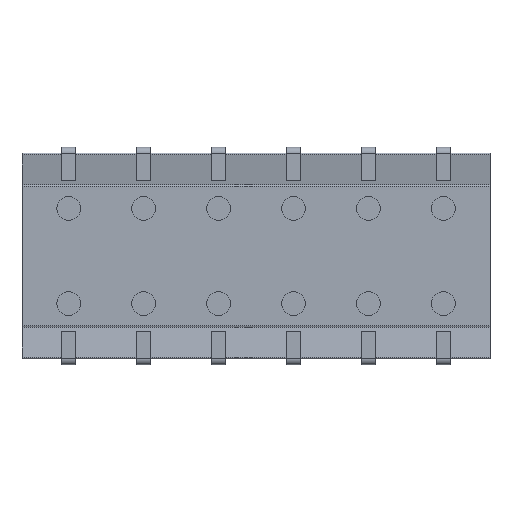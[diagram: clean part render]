
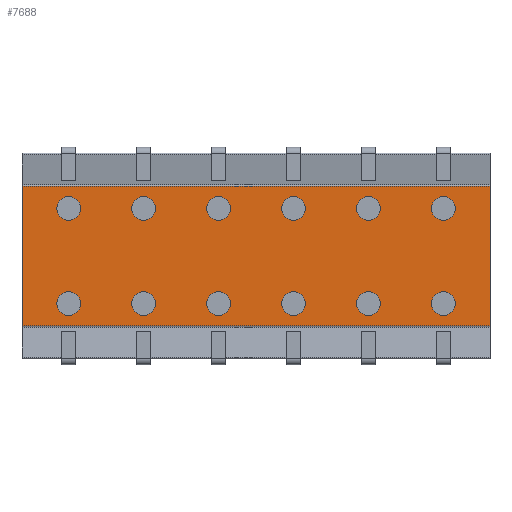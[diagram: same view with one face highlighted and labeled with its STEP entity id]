
A CAD part, front view. The second image highlights one B-rep face of the part: STEP entity #7688.
In plain terms, the highlighted planar face has unit normal (0, -1, 0).
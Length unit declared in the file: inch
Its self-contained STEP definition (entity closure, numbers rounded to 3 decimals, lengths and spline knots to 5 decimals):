
#37=DIRECTION('',(0.,0.,-1.));
#38=VECTOR('',#37,0.293);
#39=CARTESIAN_POINT('',(-0.492,-0.058,0.1465));
#40=LINE('',#39,#38);
#238=DIRECTION('',(0.,0.,-1.));
#239=VECTOR('',#238,0.293);
#240=CARTESIAN_POINT('',(0.492,-0.058,0.1465));
#241=LINE('',#240,#239);
#1794=DIRECTION('',(1.,0.,0.));
#1795=VECTOR('',#1794,0.984);
#1796=CARTESIAN_POINT('',(-0.492,-0.058,0.1465));
#1797=LINE('',#1796,#1795);
#1801=DIRECTION('',(1.,0.,0.));
#1802=VECTOR('',#1801,0.984);
#1803=CARTESIAN_POINT('',(-0.492,-0.058,-0.1465));
#1804=LINE('',#1803,#1802);
#1808=CARTESIAN_POINT('',(0.3938,-0.058,-0.1));
#1809=DIRECTION('',(0.,1.,0.));
#1810=DIRECTION('',(-1.,0.,0.));
#1811=AXIS2_PLACEMENT_3D('',#1808,#1809,#1810);
#1816=CARTESIAN_POINT('',(0.3938,-0.058,-0.1));
#1817=DIRECTION('',(0.,1.,0.));
#1818=DIRECTION('',(1.,0.,0.));
#1819=AXIS2_PLACEMENT_3D('',#1816,#1817,#1818);
#1824=CARTESIAN_POINT('',(0.2363,-0.058,-0.1));
#1825=DIRECTION('',(0.,1.,0.));
#1826=DIRECTION('',(-1.,0.,0.));
#1827=AXIS2_PLACEMENT_3D('',#1824,#1825,#1826);
#1832=CARTESIAN_POINT('',(0.2363,-0.058,-0.1));
#1833=DIRECTION('',(0.,1.,0.));
#1834=DIRECTION('',(1.,0.,0.));
#1835=AXIS2_PLACEMENT_3D('',#1832,#1833,#1834);
#1840=CARTESIAN_POINT('',(0.0788,-0.058,-0.1));
#1841=DIRECTION('',(0.,1.,0.));
#1842=DIRECTION('',(-1.,0.,0.));
#1843=AXIS2_PLACEMENT_3D('',#1840,#1841,#1842);
#1848=CARTESIAN_POINT('',(0.0788,-0.058,-0.1));
#1849=DIRECTION('',(0.,1.,0.));
#1850=DIRECTION('',(1.,0.,0.));
#1851=AXIS2_PLACEMENT_3D('',#1848,#1849,#1850);
#1856=CARTESIAN_POINT('',(-0.0787,-0.058,-0.1));
#1857=DIRECTION('',(0.,1.,0.));
#1858=DIRECTION('',(-1.,0.,0.));
#1859=AXIS2_PLACEMENT_3D('',#1856,#1857,#1858);
#1864=CARTESIAN_POINT('',(-0.0787,-0.058,-0.1));
#1865=DIRECTION('',(0.,1.,0.));
#1866=DIRECTION('',(1.,0.,0.));
#1867=AXIS2_PLACEMENT_3D('',#1864,#1865,#1866);
#1872=CARTESIAN_POINT('',(-0.2362,-0.058,-0.1));
#1873=DIRECTION('',(0.,1.,0.));
#1874=DIRECTION('',(-1.,0.,0.));
#1875=AXIS2_PLACEMENT_3D('',#1872,#1873,#1874);
#1880=CARTESIAN_POINT('',(-0.2362,-0.058,-0.1));
#1881=DIRECTION('',(0.,1.,0.));
#1882=DIRECTION('',(1.,0.,0.));
#1883=AXIS2_PLACEMENT_3D('',#1880,#1881,#1882);
#1888=CARTESIAN_POINT('',(-0.3937,-0.058,-0.1));
#1889=DIRECTION('',(0.,1.,0.));
#1890=DIRECTION('',(-1.,0.,0.));
#1891=AXIS2_PLACEMENT_3D('',#1888,#1889,#1890);
#1896=CARTESIAN_POINT('',(-0.3937,-0.058,-0.1));
#1897=DIRECTION('',(0.,1.,0.));
#1898=DIRECTION('',(1.,0.,0.));
#1899=AXIS2_PLACEMENT_3D('',#1896,#1897,#1898);
#1904=CARTESIAN_POINT('',(0.3938,-0.058,0.1));
#1905=DIRECTION('',(0.,1.,0.));
#1906=DIRECTION('',(-1.,0.,0.));
#1907=AXIS2_PLACEMENT_3D('',#1904,#1905,#1906);
#1912=CARTESIAN_POINT('',(0.3938,-0.058,0.1));
#1913=DIRECTION('',(0.,1.,0.));
#1914=DIRECTION('',(1.,0.,0.));
#1915=AXIS2_PLACEMENT_3D('',#1912,#1913,#1914);
#1920=CARTESIAN_POINT('',(0.2363,-0.058,0.1));
#1921=DIRECTION('',(0.,1.,0.));
#1922=DIRECTION('',(-1.,0.,0.));
#1923=AXIS2_PLACEMENT_3D('',#1920,#1921,#1922);
#1928=CARTESIAN_POINT('',(0.2363,-0.058,0.1));
#1929=DIRECTION('',(0.,1.,0.));
#1930=DIRECTION('',(1.,0.,0.));
#1931=AXIS2_PLACEMENT_3D('',#1928,#1929,#1930);
#1936=CARTESIAN_POINT('',(0.0788,-0.058,0.1));
#1937=DIRECTION('',(0.,1.,0.));
#1938=DIRECTION('',(-1.,0.,0.));
#1939=AXIS2_PLACEMENT_3D('',#1936,#1937,#1938);
#1944=CARTESIAN_POINT('',(0.0788,-0.058,0.1));
#1945=DIRECTION('',(0.,1.,0.));
#1946=DIRECTION('',(1.,0.,0.));
#1947=AXIS2_PLACEMENT_3D('',#1944,#1945,#1946);
#1952=CARTESIAN_POINT('',(-0.0787,-0.058,0.1));
#1953=DIRECTION('',(0.,1.,0.));
#1954=DIRECTION('',(-1.,0.,0.));
#1955=AXIS2_PLACEMENT_3D('',#1952,#1953,#1954);
#1960=CARTESIAN_POINT('',(-0.0787,-0.058,0.1));
#1961=DIRECTION('',(0.,1.,0.));
#1962=DIRECTION('',(1.,0.,0.));
#1963=AXIS2_PLACEMENT_3D('',#1960,#1961,#1962);
#1968=CARTESIAN_POINT('',(-0.2362,-0.058,0.1));
#1969=DIRECTION('',(0.,1.,0.));
#1970=DIRECTION('',(-1.,0.,0.));
#1971=AXIS2_PLACEMENT_3D('',#1968,#1969,#1970);
#1976=CARTESIAN_POINT('',(-0.2362,-0.058,0.1));
#1977=DIRECTION('',(0.,1.,0.));
#1978=DIRECTION('',(1.,0.,0.));
#1979=AXIS2_PLACEMENT_3D('',#1976,#1977,#1978);
#1984=CARTESIAN_POINT('',(-0.3937,-0.058,0.1));
#1985=DIRECTION('',(0.,1.,0.));
#1986=DIRECTION('',(-1.,0.,0.));
#1987=AXIS2_PLACEMENT_3D('',#1984,#1985,#1986);
#1992=CARTESIAN_POINT('',(-0.3937,-0.058,0.1));
#1993=DIRECTION('',(0.,1.,0.));
#1994=DIRECTION('',(1.,0.,0.));
#1995=AXIS2_PLACEMENT_3D('',#1992,#1993,#1994);
#5603=CARTESIAN_POINT('',(-0.492,-0.058,0.1465));
#5605=VERTEX_POINT('',#5603);
#5609=CARTESIAN_POINT('',(0.492,-0.058,0.1465));
#5611=VERTEX_POINT('',#5609);
#5615=CARTESIAN_POINT('',(-0.492,-0.058,-0.1465));
#5616=VERTEX_POINT('',#5615);
#5617=CARTESIAN_POINT('',(0.492,-0.058,-0.1465));
#5618=VERTEX_POINT('',#5617);
#5619=CARTESIAN_POINT('',(0.3688,-0.058,-0.1));
#5620=CARTESIAN_POINT('',(0.4188,-0.058,-0.1));
#5621=VERTEX_POINT('',#5619);
#5622=VERTEX_POINT('',#5620);
#5623=CARTESIAN_POINT('',(0.2113,-0.058,-0.1));
#5624=CARTESIAN_POINT('',(0.2613,-0.058,-0.1));
#5625=VERTEX_POINT('',#5623);
#5626=VERTEX_POINT('',#5624);
#5627=CARTESIAN_POINT('',(0.0538,-0.058,-0.1));
#5628=CARTESIAN_POINT('',(0.1038,-0.058,-0.1));
#5629=VERTEX_POINT('',#5627);
#5630=VERTEX_POINT('',#5628);
#5631=CARTESIAN_POINT('',(-0.1037,-0.058,-0.1));
#5632=CARTESIAN_POINT('',(-0.0537,-0.058,-0.1));
#5633=VERTEX_POINT('',#5631);
#5634=VERTEX_POINT('',#5632);
#5635=CARTESIAN_POINT('',(-0.2612,-0.058,-0.1));
#5636=CARTESIAN_POINT('',(-0.2112,-0.058,-0.1));
#5637=VERTEX_POINT('',#5635);
#5638=VERTEX_POINT('',#5636);
#5639=CARTESIAN_POINT('',(-0.4187,-0.058,-0.1));
#5640=CARTESIAN_POINT('',(-0.3687,-0.058,-0.1));
#5641=VERTEX_POINT('',#5639);
#5642=VERTEX_POINT('',#5640);
#5643=CARTESIAN_POINT('',(0.3688,-0.058,0.1));
#5644=CARTESIAN_POINT('',(0.4188,-0.058,0.1));
#5645=VERTEX_POINT('',#5643);
#5646=VERTEX_POINT('',#5644);
#5647=CARTESIAN_POINT('',(0.2113,-0.058,0.1));
#5648=CARTESIAN_POINT('',(0.2613,-0.058,0.1));
#5649=VERTEX_POINT('',#5647);
#5650=VERTEX_POINT('',#5648);
#5651=CARTESIAN_POINT('',(0.0538,-0.058,0.1));
#5652=CARTESIAN_POINT('',(0.1038,-0.058,0.1));
#5653=VERTEX_POINT('',#5651);
#5654=VERTEX_POINT('',#5652);
#5655=CARTESIAN_POINT('',(-0.1037,-0.058,0.1));
#5656=CARTESIAN_POINT('',(-0.0537,-0.058,0.1));
#5657=VERTEX_POINT('',#5655);
#5658=VERTEX_POINT('',#5656);
#5659=CARTESIAN_POINT('',(-0.2612,-0.058,0.1));
#5660=CARTESIAN_POINT('',(-0.2112,-0.058,0.1));
#5661=VERTEX_POINT('',#5659);
#5662=VERTEX_POINT('',#5660);
#5663=CARTESIAN_POINT('',(-0.4187,-0.058,0.1));
#5664=CARTESIAN_POINT('',(-0.3687,-0.058,0.1));
#5665=VERTEX_POINT('',#5663);
#5666=VERTEX_POINT('',#5664);
#7604=CARTESIAN_POINT('',(-0.492,-0.058,0.2165));
#7605=DIRECTION('',(0.,-1.,0.));
#7606=DIRECTION('',(0.,0.,-1.));
#7607=AXIS2_PLACEMENT_3D('',#7604,#7605,#7606);
#7608=PLANE('',#7607);
#7610=ORIENTED_EDGE('',*,*,#7609,.T.);
#7611=ORIENTED_EDGE('',*,*,#6566,.T.);
#7612=ORIENTED_EDGE('',*,*,#7597,.F.);
#7613=ORIENTED_EDGE('',*,*,#6488,.F.);
#7614=EDGE_LOOP('',(#7610,#7611,#7612,#7613));
#7615=FACE_OUTER_BOUND('',#7614,.F.);
#7617=ORIENTED_EDGE('',*,*,#7616,.F.);
#7619=ORIENTED_EDGE('',*,*,#7618,.F.);
#7620=EDGE_LOOP('',(#7617,#7619));
#7621=FACE_BOUND('',#7620,.F.);
#7623=ORIENTED_EDGE('',*,*,#7622,.F.);
#7625=ORIENTED_EDGE('',*,*,#7624,.F.);
#7626=EDGE_LOOP('',(#7623,#7625));
#7627=FACE_BOUND('',#7626,.F.);
#7629=ORIENTED_EDGE('',*,*,#7628,.F.);
#7631=ORIENTED_EDGE('',*,*,#7630,.F.);
#7632=EDGE_LOOP('',(#7629,#7631));
#7633=FACE_BOUND('',#7632,.F.);
#7635=ORIENTED_EDGE('',*,*,#7634,.F.);
#7637=ORIENTED_EDGE('',*,*,#7636,.F.);
#7638=EDGE_LOOP('',(#7635,#7637));
#7639=FACE_BOUND('',#7638,.F.);
#7641=ORIENTED_EDGE('',*,*,#7640,.F.);
#7643=ORIENTED_EDGE('',*,*,#7642,.F.);
#7644=EDGE_LOOP('',(#7641,#7643));
#7645=FACE_BOUND('',#7644,.F.);
#7647=ORIENTED_EDGE('',*,*,#7646,.F.);
#7649=ORIENTED_EDGE('',*,*,#7648,.F.);
#7650=EDGE_LOOP('',(#7647,#7649));
#7651=FACE_BOUND('',#7650,.F.);
#7653=ORIENTED_EDGE('',*,*,#7652,.F.);
#7655=ORIENTED_EDGE('',*,*,#7654,.F.);
#7656=EDGE_LOOP('',(#7653,#7655));
#7657=FACE_BOUND('',#7656,.F.);
#7659=ORIENTED_EDGE('',*,*,#7658,.F.);
#7661=ORIENTED_EDGE('',*,*,#7660,.F.);
#7662=EDGE_LOOP('',(#7659,#7661));
#7663=FACE_BOUND('',#7662,.F.);
#7665=ORIENTED_EDGE('',*,*,#7664,.F.);
#7667=ORIENTED_EDGE('',*,*,#7666,.F.);
#7668=EDGE_LOOP('',(#7665,#7667));
#7669=FACE_BOUND('',#7668,.F.);
#7671=ORIENTED_EDGE('',*,*,#7670,.F.);
#7673=ORIENTED_EDGE('',*,*,#7672,.F.);
#7674=EDGE_LOOP('',(#7671,#7673));
#7675=FACE_BOUND('',#7674,.F.);
#7677=ORIENTED_EDGE('',*,*,#7676,.F.);
#7679=ORIENTED_EDGE('',*,*,#7678,.F.);
#7680=EDGE_LOOP('',(#7677,#7679));
#7681=FACE_BOUND('',#7680,.F.);
#7683=ORIENTED_EDGE('',*,*,#7682,.F.);
#7685=ORIENTED_EDGE('',*,*,#7684,.F.);
#7686=EDGE_LOOP('',(#7683,#7685));
#7687=FACE_BOUND('',#7686,.F.);
#1812=CIRCLE('',#1811,0.025);
#1820=CIRCLE('',#1819,0.025);
#1828=CIRCLE('',#1827,0.025);
#1836=CIRCLE('',#1835,0.025);
#1844=CIRCLE('',#1843,0.025);
#1852=CIRCLE('',#1851,0.025);
#1860=CIRCLE('',#1859,0.025);
#1868=CIRCLE('',#1867,0.025);
#1876=CIRCLE('',#1875,0.025);
#1884=CIRCLE('',#1883,0.025);
#1892=CIRCLE('',#1891,0.025);
#1900=CIRCLE('',#1899,0.025);
#1908=CIRCLE('',#1907,0.025);
#1916=CIRCLE('',#1915,0.025);
#1924=CIRCLE('',#1923,0.025);
#1932=CIRCLE('',#1931,0.025);
#1940=CIRCLE('',#1939,0.025);
#1948=CIRCLE('',#1947,0.025);
#1956=CIRCLE('',#1955,0.025);
#1964=CIRCLE('',#1963,0.025);
#1972=CIRCLE('',#1971,0.025);
#1980=CIRCLE('',#1979,0.025);
#1988=CIRCLE('',#1987,0.025);
#1996=CIRCLE('',#1995,0.025);
#6488=EDGE_CURVE('',#5605,#5616,#40,.T.);
#6566=EDGE_CURVE('',#5611,#5618,#241,.T.);
#7597=EDGE_CURVE('',#5616,#5618,#1804,.T.);
#7609=EDGE_CURVE('',#5605,#5611,#1797,.T.);
#7616=EDGE_CURVE('',#5621,#5622,#1812,.T.);
#7618=EDGE_CURVE('',#5622,#5621,#1820,.T.);
#7622=EDGE_CURVE('',#5625,#5626,#1828,.T.);
#7624=EDGE_CURVE('',#5626,#5625,#1836,.T.);
#7628=EDGE_CURVE('',#5629,#5630,#1844,.T.);
#7630=EDGE_CURVE('',#5630,#5629,#1852,.T.);
#7634=EDGE_CURVE('',#5633,#5634,#1860,.T.);
#7636=EDGE_CURVE('',#5634,#5633,#1868,.T.);
#7640=EDGE_CURVE('',#5637,#5638,#1876,.T.);
#7642=EDGE_CURVE('',#5638,#5637,#1884,.T.);
#7646=EDGE_CURVE('',#5641,#5642,#1892,.T.);
#7648=EDGE_CURVE('',#5642,#5641,#1900,.T.);
#7652=EDGE_CURVE('',#5645,#5646,#1908,.T.);
#7654=EDGE_CURVE('',#5646,#5645,#1916,.T.);
#7658=EDGE_CURVE('',#5649,#5650,#1924,.T.);
#7660=EDGE_CURVE('',#5650,#5649,#1932,.T.);
#7664=EDGE_CURVE('',#5653,#5654,#1940,.T.);
#7666=EDGE_CURVE('',#5654,#5653,#1948,.T.);
#7670=EDGE_CURVE('',#5657,#5658,#1956,.T.);
#7672=EDGE_CURVE('',#5658,#5657,#1964,.T.);
#7676=EDGE_CURVE('',#5661,#5662,#1972,.T.);
#7678=EDGE_CURVE('',#5662,#5661,#1980,.T.);
#7682=EDGE_CURVE('',#5665,#5666,#1988,.T.);
#7684=EDGE_CURVE('',#5666,#5665,#1996,.T.);
#7688=ADVANCED_FACE('',(#7615,#7621,#7627,#7633,#7639,#7645,#7651,#7657,#7663,
#7669,#7675,#7681,#7687),#7608,.T.);
